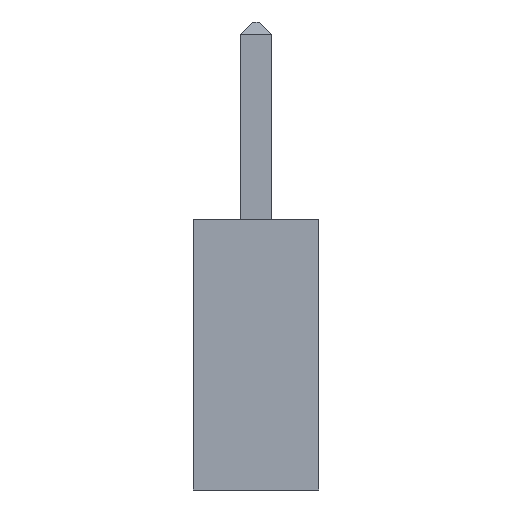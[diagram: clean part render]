
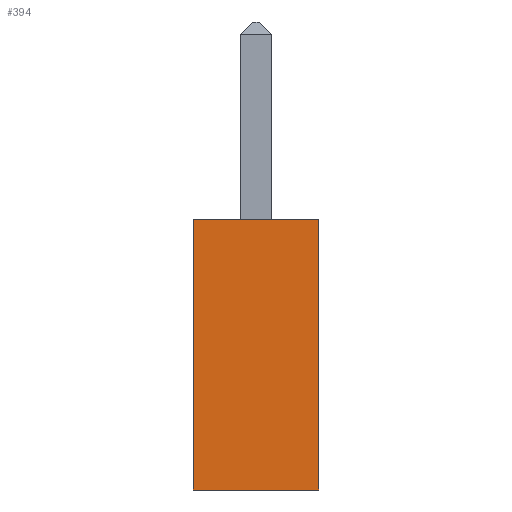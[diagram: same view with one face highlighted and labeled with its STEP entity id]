
A CAD part, left-side view. The second image highlights one B-rep face of the part: STEP entity #394.
In plain terms, the highlighted planar face has unit normal (-1, 0, 0).
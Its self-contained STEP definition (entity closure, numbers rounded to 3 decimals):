
#109 = VERTEX_POINT ( 'NONE', #231 ) ;
#125 = CARTESIAN_POINT ( 'NONE',  ( -1., 0., 4.3 ) ) ;
#134 = VERTEX_POINT ( 'NONE', #712 ) ;
#150 = CARTESIAN_POINT ( 'NONE',  ( -1., -1., 4.3 ) ) ;
#165 = DIRECTION ( 'NONE',  ( 0., 0., -1. ) ) ;
#231 = CARTESIAN_POINT ( 'NONE',  ( -1., 1., 4.3 ) ) ;
#275 = VECTOR ( 'NONE', #165, 1000. ) ;
#295 = CARTESIAN_POINT ( 'NONE',  ( -1., 0., 0. ) ) ;
#383 = ORIENTED_EDGE ( 'NONE', *, *, #648, .F. ) ;
#394 = ADVANCED_FACE ( 'NONE', ( #1546 ), #1600, .T. ) ;
#424 = LINE ( 'NONE', #481, #1064 ) ;
#481 = CARTESIAN_POINT ( 'NONE',  ( -1., 1., 0. ) ) ;
#527 = VECTOR ( 'NONE', #1439, 1000. ) ;
#572 = VECTOR ( 'NONE', #717, 1000. ) ;
#597 = ORIENTED_EDGE ( 'NONE', *, *, #952, .F. ) ;
#648 = EDGE_CURVE ( 'NONE', #764, #109, #424, .T. ) ;
#655 = LINE ( 'NONE', #295, #527 ) ;
#712 = CARTESIAN_POINT ( 'NONE',  ( -1., -1., 0. ) ) ;
#717 = DIRECTION ( 'NONE',  ( 0., -1., 0. ) ) ;
#764 = VERTEX_POINT ( 'NONE', #1277 ) ;
#820 = CARTESIAN_POINT ( 'NONE',  ( -1., -1., 0. ) ) ;
#830 = AXIS2_PLACEMENT_3D ( 'NONE', #820, #1483, #1341 ) ;
#849 = ORIENTED_EDGE ( 'NONE', *, *, #1563, .T. ) ;
#872 = LINE ( 'NONE', #125, #572 ) ;
#952 = EDGE_CURVE ( 'NONE', #1502, #134, #1408, .T. ) ;
#1064 = VECTOR ( 'NONE', #1393, 1000. ) ;
#1171 = EDGE_LOOP ( 'NONE', ( #849, #597, #1282, #383 ) ) ;
#1277 = CARTESIAN_POINT ( 'NONE',  ( -1., 1., 0. ) ) ;
#1282 = ORIENTED_EDGE ( 'NONE', *, *, #1334, .F. ) ;
#1334 = EDGE_CURVE ( 'NONE', #109, #1502, #872, .T. ) ;
#1341 = DIRECTION ( 'NONE',  ( 0., 0., 1. ) ) ;
#1393 = DIRECTION ( 'NONE',  ( 0., 0., 1. ) ) ;
#1408 = LINE ( 'NONE', #1421, #275 ) ;
#1421 = CARTESIAN_POINT ( 'NONE',  ( -1., -1., 0. ) ) ;
#1439 = DIRECTION ( 'NONE',  ( 0., -1., 0. ) ) ;
#1483 = DIRECTION ( 'NONE',  ( -1., 0., 0. ) ) ;
#1502 = VERTEX_POINT ( 'NONE', #150 ) ;
#1546 = FACE_OUTER_BOUND ( 'NONE', #1171, .T. ) ;
#1563 = EDGE_CURVE ( 'NONE', #764, #134, #655, .T. ) ;
#1600 = PLANE ( 'NONE',  #830 ) ;
